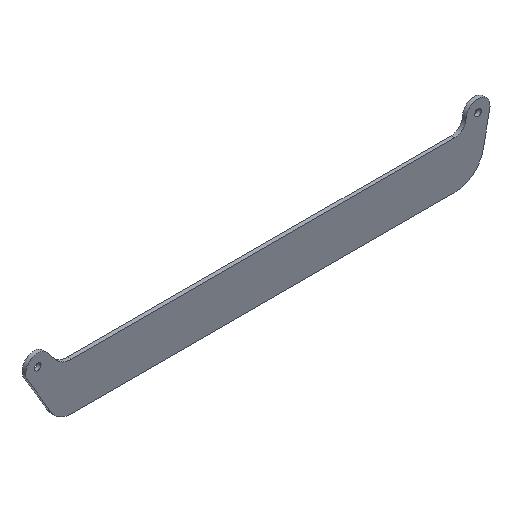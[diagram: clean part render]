
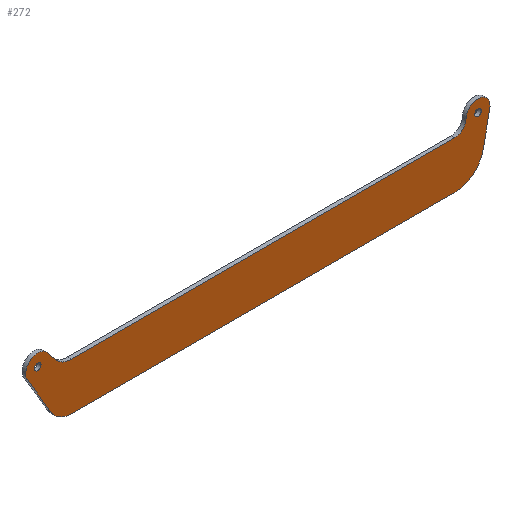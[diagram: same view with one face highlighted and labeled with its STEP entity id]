
A CAD part, isometric view. The second image highlights one B-rep face of the part: STEP entity #272.
In plain terms, the highlighted planar face has unit normal (0, -1, 0).
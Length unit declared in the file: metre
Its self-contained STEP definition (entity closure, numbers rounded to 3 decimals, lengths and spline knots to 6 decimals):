
#28=LINE('',#422,#49);
#29=LINE('',#427,#50);
#30=LINE('',#431,#51);
#31=LINE('',#437,#52);
#32=LINE('',#441,#53);
#49=VECTOR('',#339,1.);
#50=VECTOR('',#342,1.);
#51=VECTOR('',#345,1.);
#52=VECTOR('',#350,1.);
#53=VECTOR('',#353,1.);
#70=ORIENTED_EDGE('',*,*,#144,.T.);
#71=ORIENTED_EDGE('',*,*,#145,.T.);
#72=ORIENTED_EDGE('',*,*,#146,.F.);
#73=ORIENTED_EDGE('',*,*,#147,.F.);
#74=ORIENTED_EDGE('',*,*,#148,.F.);
#75=ORIENTED_EDGE('',*,*,#149,.F.);
#76=ORIENTED_EDGE('',*,*,#150,.F.);
#77=ORIENTED_EDGE('',*,*,#151,.F.);
#78=ORIENTED_EDGE('',*,*,#152,.F.);
#79=ORIENTED_EDGE('',*,*,#153,.F.);
#80=ORIENTED_EDGE('',*,*,#154,.F.);
#81=ORIENTED_EDGE('',*,*,#155,.F.);
#82=ORIENTED_EDGE('',*,*,#156,.F.);
#144=EDGE_CURVE('',#181,#181,#207,.T.);
#145=EDGE_CURVE('',#182,#182,#208,.T.);
#146=EDGE_CURVE('',#183,#184,#28,.T.);
#147=EDGE_CURVE('',#185,#183,#209,.T.);
#148=EDGE_CURVE('',#186,#185,#29,.T.);
#149=EDGE_CURVE('',#187,#186,#210,.T.);
#150=EDGE_CURVE('',#188,#187,#30,.T.);
#151=EDGE_CURVE('',#189,#188,#211,.T.);
#152=EDGE_CURVE('',#190,#189,#212,.T.);
#153=EDGE_CURVE('',#191,#190,#31,.T.);
#154=EDGE_CURVE('',#192,#191,#213,.T.);
#155=EDGE_CURVE('',#193,#192,#32,.T.);
#156=EDGE_CURVE('',#184,#193,#214,.T.);
#181=VERTEX_POINT('',#419);
#182=VERTEX_POINT('',#421);
#183=VERTEX_POINT('',#423);
#184=VERTEX_POINT('',#424);
#185=VERTEX_POINT('',#426);
#186=VERTEX_POINT('',#428);
#187=VERTEX_POINT('',#430);
#188=VERTEX_POINT('',#432);
#189=VERTEX_POINT('',#434);
#190=VERTEX_POINT('',#436);
#191=VERTEX_POINT('',#438);
#192=VERTEX_POINT('',#440);
#193=VERTEX_POINT('',#442);
#207=CIRCLE('',#301,0.0015);
#208=CIRCLE('',#302,0.0015);
#209=CIRCLE('',#303,0.010744);
#210=CIRCLE('',#304,0.013154);
#211=CIRCLE('',#305,0.00545);
#212=CIRCLE('',#306,0.005077);
#213=CIRCLE('',#307,0.009504);
#214=CIRCLE('',#308,0.00545);
#223=EDGE_LOOP('',(#70));
#224=EDGE_LOOP('',(#71));
#225=EDGE_LOOP('',(#72,#73,#74,#75,#76,#77,#78,#79,#80,#81,#82));
#244=FACE_BOUND('',#223,.T.);
#245=FACE_BOUND('',#224,.T.);
#246=FACE_BOUND('',#225,.T.);
#265=PLANE('',#300);
#272=ADVANCED_FACE('',(#244,#245,#246),#265,.F.);
#300=AXIS2_PLACEMENT_3D('',#417,#333,#334);
#301=AXIS2_PLACEMENT_3D('',#418,#335,#336);
#302=AXIS2_PLACEMENT_3D('',#420,#337,#338);
#303=AXIS2_PLACEMENT_3D('',#425,#340,#341);
#304=AXIS2_PLACEMENT_3D('',#429,#343,#344);
#305=AXIS2_PLACEMENT_3D('',#433,#346,#347);
#306=AXIS2_PLACEMENT_3D('',#435,#348,#349);
#307=AXIS2_PLACEMENT_3D('',#439,#351,#352);
#308=AXIS2_PLACEMENT_3D('',#443,#354,#355);
#333=DIRECTION('',(0.,1.,0.));
#334=DIRECTION('',(0.,0.,1.));
#335=DIRECTION('',(0.,1.,0.));
#336=DIRECTION('',(1.,0.,0.));
#337=DIRECTION('',(0.,1.,0.));
#338=DIRECTION('',(1.,0.,0.));
#339=DIRECTION('',(-0.512,0.,0.859));
#340=DIRECTION('',(0.,1.,0.));
#341=DIRECTION('',(0.,0.,-1.));
#342=DIRECTION('',(-1.,0.,0.));
#343=DIRECTION('',(0.,1.,0.));
#344=DIRECTION('',(0.98,0.,-0.2));
#345=DIRECTION('',(-0.2,0.,-0.98));
#346=DIRECTION('',(0.,1.,0.));
#347=DIRECTION('',(-0.999,0.,0.041));
#348=DIRECTION('',(0.,-1.,0.));
#349=DIRECTION('',(-0.999,0.,0.041));
#350=DIRECTION('',(1.,0.,0.));
#351=DIRECTION('',(0.,-1.,0.));
#352=DIRECTION('',(0.,0.,1.));
#353=DIRECTION('',(0.631,0.,-0.776));
#354=DIRECTION('',(0.,1.,0.));
#355=DIRECTION('',(-0.859,0.,-0.512));
#417=CARTESIAN_POINT('',(0.1,0.,-0.010339));
#418=CARTESIAN_POINT('',(0.,0.,0.));
#419=CARTESIAN_POINT('',(0.0015,0.,0.));
#420=CARTESIAN_POINT('',(0.2,0.,0.));
#421=CARTESIAN_POINT('',(0.2015,0.,0.));
#422=CARTESIAN_POINT('',(0.006087,0.,-0.020881));
#423=CARTESIAN_POINT('',(0.006087,0.,-0.020881));
#424=CARTESIAN_POINT('',(-0.004683,0.,-0.002788));
#425=CARTESIAN_POINT('',(0.01532,0.,-0.015385));
#426=CARTESIAN_POINT('',(0.01532,0.,-0.026129));
#427=CARTESIAN_POINT('',(0.189482,0.,-0.026129));
#428=CARTESIAN_POINT('',(0.189482,0.,-0.026129));
#429=CARTESIAN_POINT('',(0.189482,0.,-0.012975));
#430=CARTESIAN_POINT('',(0.20237,0.,-0.015611));
#431=CARTESIAN_POINT('',(0.205339,0.,-0.001092));
#432=CARTESIAN_POINT('',(0.205339,0.,-0.001092));
#433=CARTESIAN_POINT('',(0.2,0.,0.));
#434=CARTESIAN_POINT('',(0.194555,0.,0.000226));
#435=CARTESIAN_POINT('',(0.189482,0.,0.000436));
#436=CARTESIAN_POINT('',(0.189482,0.,-0.00464));
#437=CARTESIAN_POINT('',(0.01532,0.,-0.00464));
#438=CARTESIAN_POINT('',(0.01532,0.,-0.00464));
#439=CARTESIAN_POINT('',(0.01532,0.,0.004863));
#440=CARTESIAN_POINT('',(0.007946,0.,-0.001133));
#441=CARTESIAN_POINT('',(0.004228,0.,0.003439));
#442=CARTESIAN_POINT('',(0.004228,0.,0.003439));
#443=CARTESIAN_POINT('',(0.,0.,0.));
